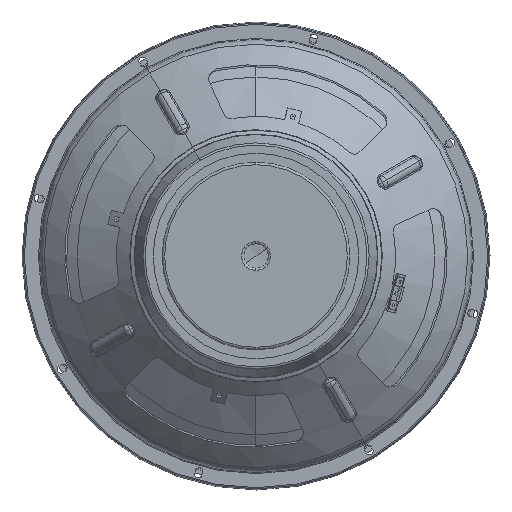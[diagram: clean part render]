
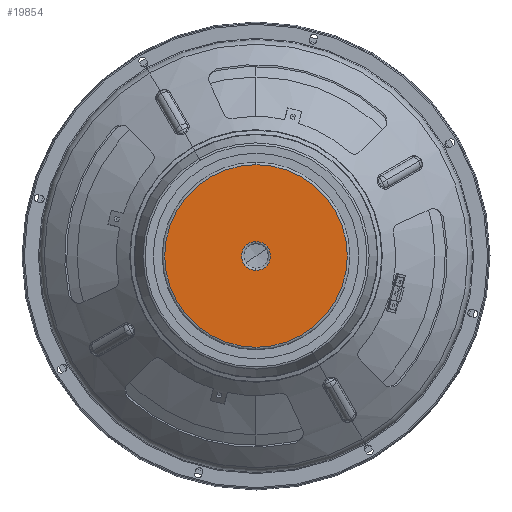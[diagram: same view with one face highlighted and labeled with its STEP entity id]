
A CAD part, front view. The second image highlights one B-rep face of the part: STEP entity #19854.
In plain terms, the highlighted planar face has unit normal (0, -1, 0).
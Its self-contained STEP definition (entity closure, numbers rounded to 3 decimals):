
#17 = DIRECTION ( 'NONE',  ( 0., 0., -1. ) ) ;
#1318 = PLANE ( 'NONE',  #14651 ) ;
#1552 = DIRECTION ( 'NONE',  ( 0., 0., -1. ) ) ;
#2525 = ORIENTED_EDGE ( 'NONE', *, *, #21080, .T. ) ;
#3065 = EDGE_LOOP ( 'NONE', ( #8949, #16750 ) ) ;
#3299 = DIRECTION ( 'NONE',  ( 0., -1., 0. ) ) ;
#3526 = CARTESIAN_POINT ( 'NONE',  ( 0., -45., 0. ) ) ;
#3985 = EDGE_CURVE ( 'NONE', #15496, #16126, #12155, .T. ) ;
#5073 = VERTEX_POINT ( 'NONE', #17775 ) ;
#5272 = ORIENTED_EDGE ( 'NONE', *, *, #20902, .T. ) ;
#5432 = EDGE_LOOP ( 'NONE', ( #5272, #2525 ) ) ;
#5542 = DIRECTION ( 'NONE',  ( 0., 1., 0. ) ) ;
#6437 = CIRCLE ( 'NONE', #17258, 75.5 ) ;
#6799 = DIRECTION ( 'NONE',  ( 0., 1., 0. ) ) ;
#6873 = CIRCLE ( 'NONE', #9843, 12. ) ;
#8360 = CARTESIAN_POINT ( 'NONE',  ( 0., -45., 0. ) ) ;
#8949 = ORIENTED_EDGE ( 'NONE', *, *, #3985, .T. ) ;
#9230 = DIRECTION ( 'NONE',  ( 0., 0., -1. ) ) ;
#9454 = DIRECTION ( 'NONE',  ( 0., -1., 0. ) ) ;
#9843 = AXIS2_PLACEMENT_3D ( 'NONE', #8360, #5542, #16206 ) ;
#11223 = CARTESIAN_POINT ( 'NONE',  ( 0., -45., 0. ) ) ;
#12074 = FACE_BOUND ( 'NONE', #5432, .T. ) ;
#12155 = CIRCLE ( 'NONE', #16293, 75.5 ) ;
#14651 = AXIS2_PLACEMENT_3D ( 'NONE', #15611, #20492, #22558 ) ;
#15496 = VERTEX_POINT ( 'NONE', #20168 ) ;
#15611 = CARTESIAN_POINT ( 'NONE',  ( 77.5, -45., 0. ) ) ;
#15831 = CARTESIAN_POINT ( 'NONE',  ( 0., -45., 0. ) ) ;
#16126 = VERTEX_POINT ( 'NONE', #16719 ) ;
#16206 = DIRECTION ( 'NONE',  ( 0., 0., -1. ) ) ;
#16293 = AXIS2_PLACEMENT_3D ( 'NONE', #11223, #9454, #9230 ) ;
#16594 = CIRCLE ( 'NONE', #19610, 12. ) ;
#16719 = CARTESIAN_POINT ( 'NONE',  ( 0., -45., 75.5 ) ) ;
#16750 = ORIENTED_EDGE ( 'NONE', *, *, #19964, .T. ) ;
#17258 = AXIS2_PLACEMENT_3D ( 'NONE', #3526, #3299, #1552 ) ;
#17775 = CARTESIAN_POINT ( 'NONE',  ( 0., -45., 12. ) ) ;
#18982 = FACE_OUTER_BOUND ( 'NONE', #3065, .T. ) ;
#19132 = CARTESIAN_POINT ( 'NONE',  ( 0., -45., -12. ) ) ;
#19610 = AXIS2_PLACEMENT_3D ( 'NONE', #15831, #6799, #17 ) ;
#19854 = ADVANCED_FACE ( 'NONE', ( #12074, #18982 ), #1318, .T. ) ;
#19964 = EDGE_CURVE ( 'NONE', #16126, #15496, #6437, .T. ) ;
#20168 = CARTESIAN_POINT ( 'NONE',  ( 0., -45., -75.5 ) ) ;
#20492 = DIRECTION ( 'NONE',  ( 0., -1., 0. ) ) ;
#20867 = VERTEX_POINT ( 'NONE', #19132 ) ;
#20902 = EDGE_CURVE ( 'NONE', #20867, #5073, #6873, .T. ) ;
#21080 = EDGE_CURVE ( 'NONE', #5073, #20867, #16594, .T. ) ;
#22558 = DIRECTION ( 'NONE',  ( 0., 0., -1. ) ) ;
